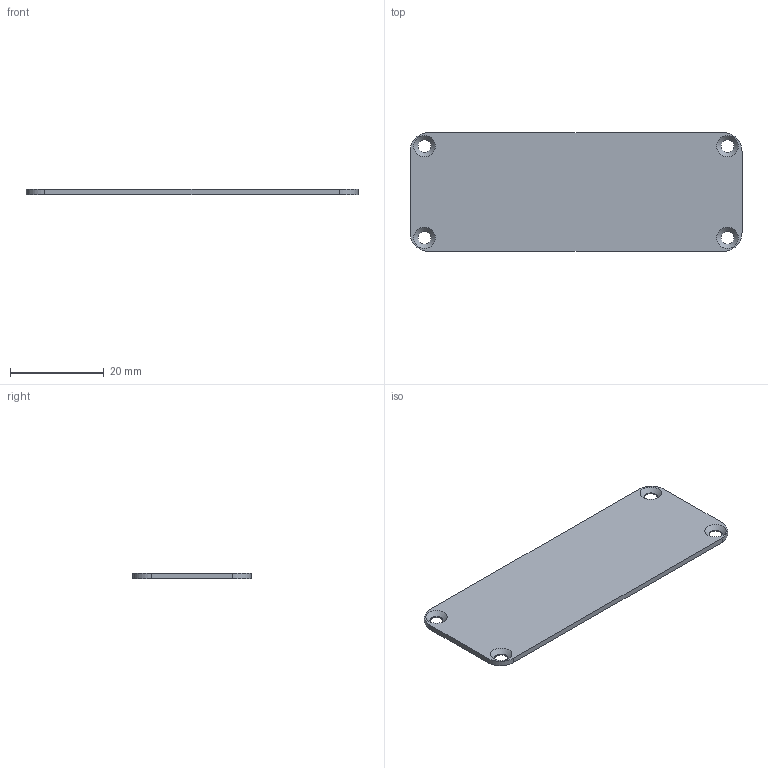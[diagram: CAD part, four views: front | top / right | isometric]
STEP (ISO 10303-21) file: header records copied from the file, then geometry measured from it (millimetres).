
FILE_DESCRIPTION((''),'2;1');
FILE_NAME('End_Plate.stp','2013-12-09T11:51:38',('mstarkie'),(''),'Autodesk Inventor 2010','Autodesk Inventor 2010','');
FILE_SCHEMA(('AUTOMOTIVE_DESIGN { 1 0 10303 214 1 1 1 1 }'));
Length unit declared in the file: millimetre
Products named in the file (1): End Plate
Bounding box: 71 x 25.4 x 1.15 mm (x, y, z)
Volume: 2012.5 mm3; surface area: 3770 mm2
Topology: 1 solids, 1 shells, 18 faces, 48 edges, 32 vertices
Faces by surface type: bspline 8, plane 6, cylinder 4
Entity records: 642 total; most frequent: CARTESIAN_POINT 219, DIRECTION 78, ORIENTED_EDGE 72, EDGE_CURVE 36, EDGE_LOOP 34, AXIS2_PLACEMENT_3D 31, VERTEX_POINT 28, CIRCLE 20
